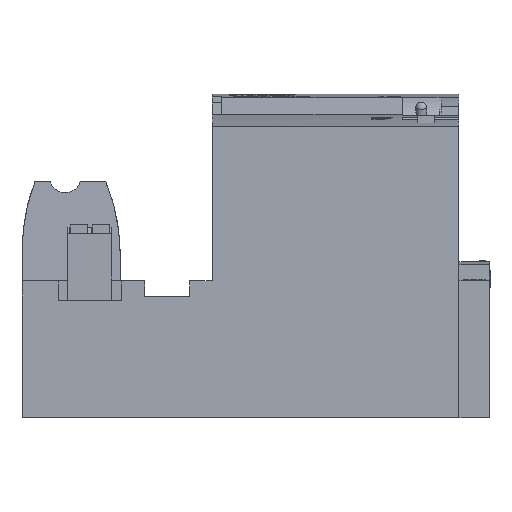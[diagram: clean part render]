
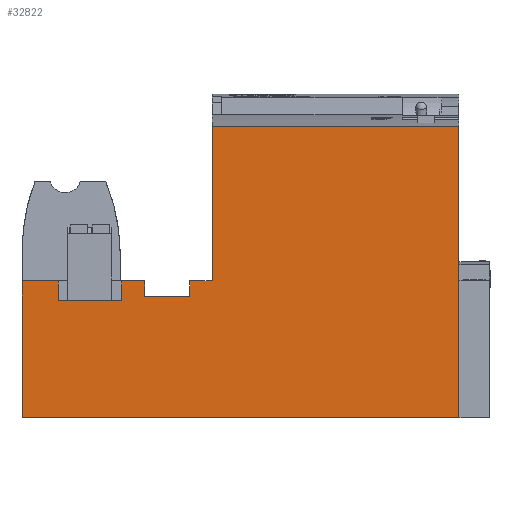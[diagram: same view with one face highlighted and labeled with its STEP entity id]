
A CAD part, front view. The second image highlights one B-rep face of the part: STEP entity #32822.
In plain terms, the highlighted planar face has unit normal (0, -1, 0).
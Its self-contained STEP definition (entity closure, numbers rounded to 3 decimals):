
#32822=ADVANCED_FACE('',(#40184),#36944,.T.);
#36944=PLANE('',#103041);
#40184=FACE_OUTER_BOUND('',#44137,.T.);
#44137=EDGE_LOOP('',(#49352,#49353,#49354,#49355,#49356,#49357,#49358,#49359,
#49360,#49361,#49362,#49363,#49364,#49365));
#49352=ORIENTED_EDGE('',*,*,#77217,.F.);
#49353=ORIENTED_EDGE('',*,*,#77218,.T.);
#49354=ORIENTED_EDGE('',*,*,#77219,.F.);
#49355=ORIENTED_EDGE('',*,*,#77220,.T.);
#49356=ORIENTED_EDGE('',*,*,#77221,.F.);
#49357=ORIENTED_EDGE('',*,*,#77222,.F.);
#49358=ORIENTED_EDGE('',*,*,#77223,.F.);
#49359=ORIENTED_EDGE('',*,*,#77224,.T.);
#49360=ORIENTED_EDGE('',*,*,#77225,.F.);
#49361=ORIENTED_EDGE('',*,*,#77226,.T.);
#49362=ORIENTED_EDGE('',*,*,#77227,.T.);
#49363=ORIENTED_EDGE('',*,*,#77183,.F.);
#49364=ORIENTED_EDGE('',*,*,#77228,.F.);
#49365=ORIENTED_EDGE('',*,*,#77229,.T.);
#70120=VERTEX_POINT('',#126348);
#70121=VERTEX_POINT('',#126350);
#70147=VERTEX_POINT('',#126420);
#70148=VERTEX_POINT('',#126421);
#70149=VERTEX_POINT('',#126423);
#70150=VERTEX_POINT('',#126425);
#70151=VERTEX_POINT('',#126427);
#70152=VERTEX_POINT('',#126429);
#70153=VERTEX_POINT('',#126431);
#70154=VERTEX_POINT('',#126433);
#70155=VERTEX_POINT('',#126435);
#70156=VERTEX_POINT('',#126437);
#70157=VERTEX_POINT('',#126439);
#70158=VERTEX_POINT('',#126442);
#77183=EDGE_CURVE('',#70120,#70121,#87599,.T.);
#77217=EDGE_CURVE('',#70147,#70148,#87628,.T.);
#77218=EDGE_CURVE('',#70147,#70149,#87629,.T.);
#77219=EDGE_CURVE('',#70150,#70149,#87630,.T.);
#77220=EDGE_CURVE('',#70150,#70151,#87631,.T.);
#77221=EDGE_CURVE('',#70152,#70151,#87632,.T.);
#77222=EDGE_CURVE('',#70153,#70152,#87633,.T.);
#77223=EDGE_CURVE('',#70154,#70153,#87634,.T.);
#77224=EDGE_CURVE('',#70154,#70155,#87635,.T.);
#77225=EDGE_CURVE('',#70156,#70155,#87636,.T.);
#77226=EDGE_CURVE('',#70156,#70157,#87637,.T.);
#77227=EDGE_CURVE('',#70157,#70121,#87638,.T.);
#77228=EDGE_CURVE('',#70158,#70120,#87639,.T.);
#77229=EDGE_CURVE('',#70158,#70148,#87640,.T.);
#87599=LINE('',#126349,#95247);
#87628=LINE('',#126419,#95276);
#87629=LINE('',#126422,#95277);
#87630=LINE('',#126424,#95278);
#87631=LINE('',#126426,#95279);
#87632=LINE('',#126428,#95280);
#87633=LINE('',#126430,#95281);
#87634=LINE('',#126432,#95282);
#87635=LINE('',#126434,#95283);
#87636=LINE('',#126436,#95284);
#87637=LINE('',#126438,#95285);
#87638=LINE('',#126440,#95286);
#87639=LINE('',#126441,#95287);
#87640=LINE('',#126443,#95288);
#95247=VECTOR('',#108233,1.);
#95276=VECTOR('',#108284,1.);
#95277=VECTOR('',#108285,1.);
#95278=VECTOR('',#108286,1.);
#95279=VECTOR('',#108287,1.);
#95280=VECTOR('',#108288,1.);
#95281=VECTOR('',#108289,1.);
#95282=VECTOR('',#108290,1.);
#95283=VECTOR('',#108291,1.);
#95284=VECTOR('',#108292,1.);
#95285=VECTOR('',#108293,1.);
#95286=VECTOR('',#108294,1.);
#95287=VECTOR('',#108295,1.);
#95288=VECTOR('',#108296,1.);
#103041=AXIS2_PLACEMENT_3D('',#126444,#108297,#108298);
#108233=DIRECTION('',(0.,0.,-1.));
#108284=DIRECTION('',(1.,0.,0.));
#108285=DIRECTION('',(0.,0.,-1.));
#108286=DIRECTION('',(1.,0.,0.));
#108287=DIRECTION('',(0.,0.,1.));
#108288=DIRECTION('',(1.,0.,0.));
#108289=DIRECTION('',(0.,0.,1.));
#108290=DIRECTION('',(1.,0.,0.));
#108291=DIRECTION('',(0.,0.,1.));
#108292=DIRECTION('',(1.,0.,0.));
#108293=DIRECTION('',(0.,0.,-1.));
#108294=DIRECTION('',(1.,0.,0.));
#108295=DIRECTION('',(1.,0.,0.));
#108296=DIRECTION('',(0.,0.,-1.));
#108297=DIRECTION('',(0.,-1.,0.));
#108298=DIRECTION('',(0.,0.,-1.));
#126348=CARTESIAN_POINT('',(0.,-76.6,59.596));
#126349=CARTESIAN_POINT('',(0.,-76.6,12.2));
#126350=CARTESIAN_POINT('',(0.,-76.6,-7.));
#126419=CARTESIAN_POINT('',(-81.,-76.6,24.3));
#126420=CARTESIAN_POINT('',(-61.6,-76.6,24.3));
#126421=CARTESIAN_POINT('',(-56.499,-76.6,24.3));
#126422=CARTESIAN_POINT('',(-61.6,-76.6,12.2));
#126423=CARTESIAN_POINT('',(-61.6,-76.6,20.8));
#126424=CARTESIAN_POINT('',(-100.,-76.6,20.8));
#126425=CARTESIAN_POINT('',(-71.9,-76.6,20.8));
#126426=CARTESIAN_POINT('',(-71.9,-76.6,12.2));
#126427=CARTESIAN_POINT('',(-71.9,-76.6,24.3));
#126428=CARTESIAN_POINT('',(-81.,-76.6,24.3));
#126429=CARTESIAN_POINT('',(-77.2,-76.6,24.3));
#126430=CARTESIAN_POINT('',(-77.2,-76.6,19.8));
#126431=CARTESIAN_POINT('',(-77.2,-76.6,19.8));
#126432=CARTESIAN_POINT('',(-91.75,-76.6,19.8));
#126433=CARTESIAN_POINT('',(-91.75,-76.6,19.8));
#126434=CARTESIAN_POINT('',(-91.75,-76.6,19.8));
#126435=CARTESIAN_POINT('',(-91.75,-76.6,24.3));
#126436=CARTESIAN_POINT('',(-81.,-76.6,24.3));
#126437=CARTESIAN_POINT('',(-100.,-76.6,24.3));
#126438=CARTESIAN_POINT('',(-100.,-76.6,12.2));
#126439=CARTESIAN_POINT('',(-100.,-76.6,-7.));
#126440=CARTESIAN_POINT('',(-100.,-76.6,-7.));
#126441=CARTESIAN_POINT('',(-56.499,-76.6,59.596));
#126442=CARTESIAN_POINT('',(-56.499,-76.6,59.596));
#126443=CARTESIAN_POINT('',(-56.499,-76.6,59.596));
#126444=CARTESIAN_POINT('',(-100.,-76.6,12.2));
